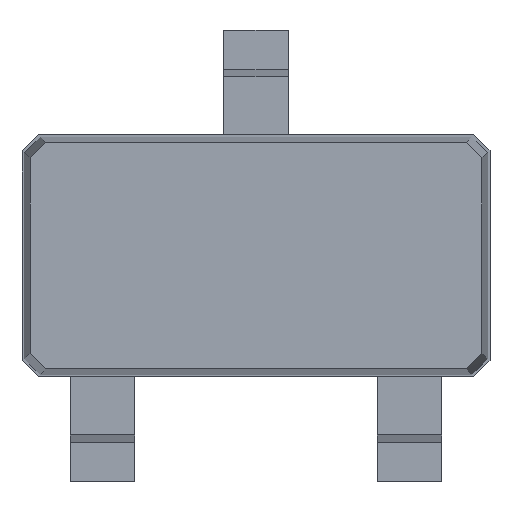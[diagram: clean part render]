
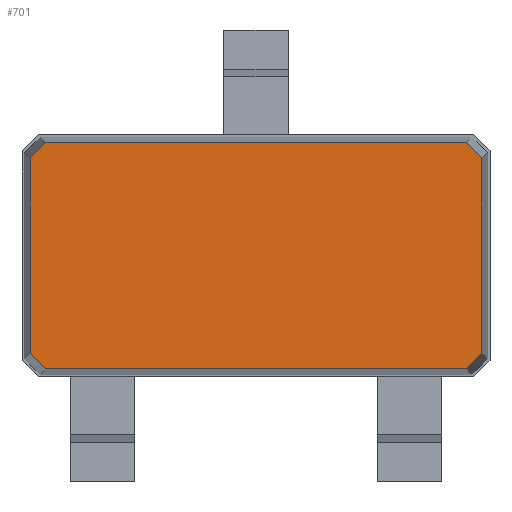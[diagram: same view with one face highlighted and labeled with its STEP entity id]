
A CAD part, top view. The second image highlights one B-rep face of the part: STEP entity #701.
In plain terms, the highlighted free-form (B-spline) face has degree [1, 1] with [2, 2] control points.
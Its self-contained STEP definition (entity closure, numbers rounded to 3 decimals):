
#530 = VERTEX_POINT('',#531);
#531 = CARTESIAN_POINT('',(-1.4,-0.607,0.5));
#538 = VERTEX_POINT('',#539);
#539 = CARTESIAN_POINT('',(-1.4,0.607,0.5));
#544 = EDGE_CURVE('',#530,#538,#545,.T.);
#545 = B_SPLINE_CURVE_WITH_KNOTS('',1,(#546,#547),.UNSPECIFIED.,.F.,.F.,
  (2,2),(1.,2.),.PIECEWISE_BEZIER_KNOTS.);
#546 = CARTESIAN_POINT('',(-1.4,-0.607,0.5));
#547 = CARTESIAN_POINT('',(-1.4,0.607,0.5));
#560 = VERTEX_POINT('',#561);
#561 = CARTESIAN_POINT('',(-1.303,0.7,0.5));
#566 = EDGE_CURVE('',#538,#560,#567,.T.);
#567 = B_SPLINE_CURVE_WITH_KNOTS('',1,(#568,#569),.UNSPECIFIED.,.F.,.F.,
  (2,2),(0.,0.141),.PIECEWISE_BEZIER_KNOTS.);
#568 = CARTESIAN_POINT('',(-1.4,0.607,0.5));
#569 = CARTESIAN_POINT('',(-1.303,0.7,0.5));
#582 = VERTEX_POINT('',#583);
#583 = CARTESIAN_POINT('',(1.303,0.7,0.5));
#588 = EDGE_CURVE('',#560,#582,#589,.T.);
#589 = B_SPLINE_CURVE_WITH_KNOTS('',1,(#590,#591),.UNSPECIFIED.,.F.,.F.,
  (2,2),(0.,2.7),.PIECEWISE_BEZIER_KNOTS.);
#590 = CARTESIAN_POINT('',(-1.303,0.7,0.5));
#591 = CARTESIAN_POINT('',(1.303,0.7,0.5));
#604 = VERTEX_POINT('',#605);
#605 = CARTESIAN_POINT('',(1.4,0.607,0.5));
#610 = EDGE_CURVE('',#582,#604,#611,.T.);
#611 = B_SPLINE_CURVE_WITH_KNOTS('',1,(#612,#613),.UNSPECIFIED.,.F.,.F.,
  (2,2),(4.,5.),.PIECEWISE_BEZIER_KNOTS.);
#612 = CARTESIAN_POINT('',(1.303,0.7,0.5));
#613 = CARTESIAN_POINT('',(1.4,0.607,0.5));
#626 = VERTEX_POINT('',#627);
#627 = CARTESIAN_POINT('',(1.4,-0.607,0.5));
#632 = EDGE_CURVE('',#604,#626,#633,.T.);
#633 = B_SPLINE_CURVE_WITH_KNOTS('',1,(#634,#635),.UNSPECIFIED.,.F.,.F.,
  (2,2),(5.,6.),.PIECEWISE_BEZIER_KNOTS.);
#634 = CARTESIAN_POINT('',(1.4,0.607,0.5));
#635 = CARTESIAN_POINT('',(1.4,-0.607,0.5));
#648 = VERTEX_POINT('',#649);
#649 = CARTESIAN_POINT('',(1.303,-0.7,0.5));
#654 = EDGE_CURVE('',#626,#648,#655,.T.);
#655 = B_SPLINE_CURVE_WITH_KNOTS('',1,(#656,#657),.UNSPECIFIED.,.F.,.F.,
  (2,2),(0.,0.141),.PIECEWISE_BEZIER_KNOTS.);
#656 = CARTESIAN_POINT('',(1.4,-0.607,0.5));
#657 = CARTESIAN_POINT('',(1.303,-0.7,0.5));
#670 = VERTEX_POINT('',#671);
#671 = CARTESIAN_POINT('',(-1.303,-0.7,0.5));
#676 = EDGE_CURVE('',#648,#670,#677,.T.);
#677 = B_SPLINE_CURVE_WITH_KNOTS('',1,(#678,#679),.UNSPECIFIED.,.F.,.F.,
  (2,2),(0.,2.7),.PIECEWISE_BEZIER_KNOTS.);
#678 = CARTESIAN_POINT('',(1.303,-0.7,0.5));
#679 = CARTESIAN_POINT('',(-1.303,-0.7,0.5));
#692 = EDGE_CURVE('',#670,#530,#693,.T.);
#693 = B_SPLINE_CURVE_WITH_KNOTS('',1,(#694,#695),.UNSPECIFIED.,.F.,.F.,
  (2,2),(0.,1.),.PIECEWISE_BEZIER_KNOTS.);
#694 = CARTESIAN_POINT('',(-1.303,-0.7,0.5));
#695 = CARTESIAN_POINT('',(-1.4,-0.607,0.5));
#701 = ADVANCED_FACE('',(#702),#712,.F.);
#702 = FACE_BOUND('',#703,.F.);
#703 = EDGE_LOOP('',(#704,#705,#706,#707,#708,#709,#710,#711));
#704 = ORIENTED_EDGE('',*,*,#692,.T.);
#705 = ORIENTED_EDGE('',*,*,#544,.T.);
#706 = ORIENTED_EDGE('',*,*,#566,.T.);
#707 = ORIENTED_EDGE('',*,*,#588,.T.);
#708 = ORIENTED_EDGE('',*,*,#610,.T.);
#709 = ORIENTED_EDGE('',*,*,#632,.T.);
#710 = ORIENTED_EDGE('',*,*,#654,.T.);
#711 = ORIENTED_EDGE('',*,*,#676,.T.);
#712 = B_SPLINE_SURFACE_WITH_KNOTS('',1,1,(
    (#713,#714)
    ,(#715,#716
    )),.UNSPECIFIED.,.F.,.F.,.F.,(2,2),(2,2),(-1.45,1.45),(-0.75,0.75),
  .PIECEWISE_BEZIER_KNOTS.);
#713 = CARTESIAN_POINT('',(1.4,-0.7,0.5));
#714 = CARTESIAN_POINT('',(1.4,0.7,0.5));
#715 = CARTESIAN_POINT('',(-1.4,-0.7,0.5));
#716 = CARTESIAN_POINT('',(-1.4,0.7,0.5));
